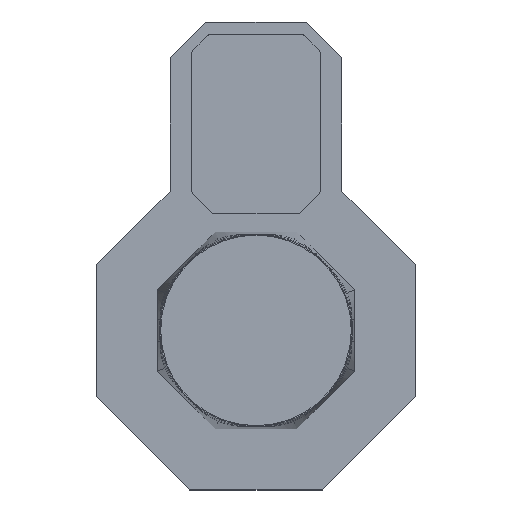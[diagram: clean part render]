
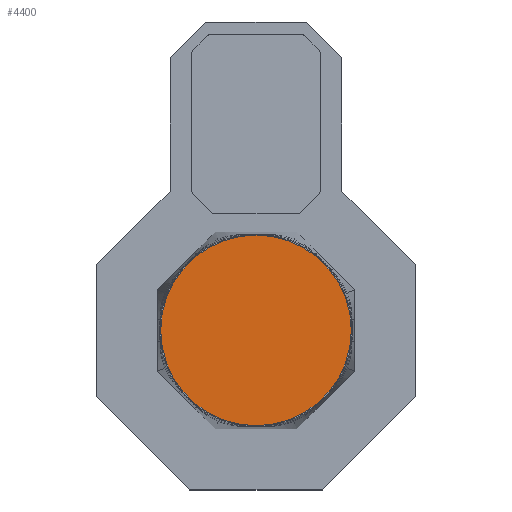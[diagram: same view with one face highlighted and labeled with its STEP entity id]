
A CAD part, top view. The second image highlights one B-rep face of the part: STEP entity #4400.
In plain terms, the highlighted planar face has unit normal (0, 0, 1).
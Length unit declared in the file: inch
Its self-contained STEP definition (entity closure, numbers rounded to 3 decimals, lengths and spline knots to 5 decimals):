
#100 = AXIS2_PLACEMENT_3D ( 'NONE', #5035, #1033, #5397 ) ;
#133 = CIRCLE ( 'NONE', #1245, 2.40157 ) ;
#340 = DIRECTION ( 'NONE',  ( -1., 0., 0. ) ) ;
#1033 = DIRECTION ( 'NONE',  ( 0., 0., 1. ) ) ;
#1245 = AXIS2_PLACEMENT_3D ( 'NONE', #2083, #3759, #340 ) ;
#1779 = VERTEX_POINT ( 'NONE', #4113 ) ;
#1926 = ORIENTED_EDGE ( 'NONE', *, *, #2216, .T. ) ;
#1959 = DIRECTION ( 'NONE',  ( 0., 0., 1. ) ) ;
#1981 = AXIS2_PLACEMENT_3D ( 'NONE', #2788, #1959, #5434 ) ;
#2081 = CARTESIAN_POINT ( 'NONE',  ( 2.40157, 0., 2.99213 ) ) ;
#2083 = CARTESIAN_POINT ( 'NONE',  ( 0., 0., 2.99213 ) ) ;
#2216 = EDGE_CURVE ( 'NONE', #5573, #1779, #133, .T. ) ;
#2788 = CARTESIAN_POINT ( 'NONE',  ( 0., 0., 2.99213 ) ) ;
#2844 = CIRCLE ( 'NONE', #100, 2.40157 ) ;
#3759 = DIRECTION ( 'NONE',  ( 0., 0., 1. ) ) ;
#4068 = PLANE ( 'NONE',  #1981 ) ;
#4113 = CARTESIAN_POINT ( 'NONE',  ( -2.40157, 0., 2.99213 ) ) ;
#4354 = FACE_OUTER_BOUND ( 'NONE', #5155, .T. ) ;
#4400 = ADVANCED_FACE ( 'NONE', ( #4354 ), #4068, .T. ) ;
#4789 = ORIENTED_EDGE ( 'NONE', *, *, #5002, .T. ) ;
#5002 = EDGE_CURVE ( 'NONE', #1779, #5573, #2844, .T. ) ;
#5035 = CARTESIAN_POINT ( 'NONE',  ( 0., 0., 2.99213 ) ) ;
#5155 = EDGE_LOOP ( 'NONE', ( #4789, #1926 ) ) ;
#5397 = DIRECTION ( 'NONE',  ( -1., 0., 0. ) ) ;
#5434 = DIRECTION ( 'NONE',  ( 1., 0., 0. ) ) ;
#5573 = VERTEX_POINT ( 'NONE', #2081 ) ;
